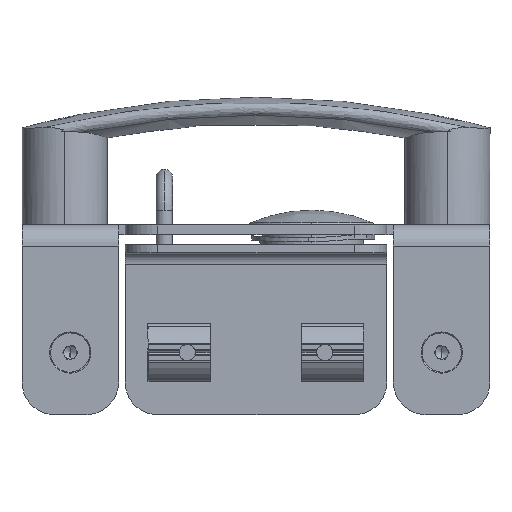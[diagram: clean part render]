
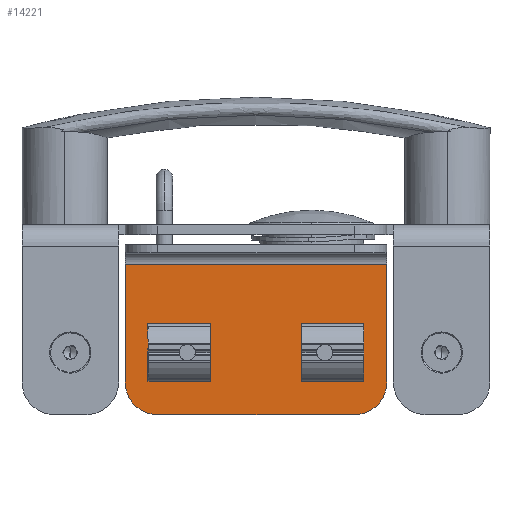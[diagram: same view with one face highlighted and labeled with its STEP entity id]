
A CAD part, left-side view. The second image highlights one B-rep face of the part: STEP entity #14221.
In plain terms, the highlighted planar face has unit normal (-1, 0, 0).
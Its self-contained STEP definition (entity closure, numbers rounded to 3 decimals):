
#700 = EDGE_CURVE ( 'NONE', #19007, #20875, #2147, .T. ) ;
#1252 = VERTEX_POINT ( 'NONE', #23927 ) ;
#1640 = DIRECTION ( 'NONE',  ( 0., -1., 0. ) ) ;
#1642 = CARTESIAN_POINT ( 'NONE',  ( -2.54, 0., -39.46 ) ) ;
#1760 = ORIENTED_EDGE ( 'NONE', *, *, #17441, .T. ) ;
#1768 = VECTOR ( 'NONE', #8338, 1000. ) ;
#1888 = ORIENTED_EDGE ( 'NONE', *, *, #8845, .T. ) ;
#2062 = DIRECTION ( 'NONE',  ( 0., 1., 0. ) ) ;
#2147 = LINE ( 'NONE', #22627, #14588 ) ;
#2226 = CARTESIAN_POINT ( 'NONE',  ( -2.54, -70., -39.46 ) ) ;
#2338 = CIRCLE ( 'NONE', #12629, 3.76 ) ;
#2659 = LINE ( 'NONE', #21264, #1768 ) ;
#2983 = CARTESIAN_POINT ( 'NONE',  ( -2.54, -19., -26.7 ) ) ;
#3207 = CARTESIAN_POINT ( 'NONE',  ( -2.54, 0., -3.429 ) ) ;
#3502 = CARTESIAN_POINT ( 'NONE',  ( -2.54, -19., -30.46 ) ) ;
#3616 = DIRECTION ( 'NONE',  ( 0., 0., 1. ) ) ;
#3618 = ORIENTED_EDGE ( 'NONE', *, *, #700, .T. ) ;
#3934 = CARTESIAN_POINT ( 'NONE',  ( -2.54, -10., -49.46 ) ) ;
#3968 = VERTEX_POINT ( 'NONE', #3207 ) ;
#4259 = AXIS2_PLACEMENT_3D ( 'NONE', #10899, #9018, #16778 ) ;
#5300 = CARTESIAN_POINT ( 'NONE',  ( -2.54, -19., -30.46 ) ) ;
#5339 = DIRECTION ( 'NONE',  ( 1., 0., 0. ) ) ;
#5473 = VERTEX_POINT ( 'NONE', #14823 ) ;
#5492 = DIRECTION ( 'NONE',  ( 0., 0., 1. ) ) ;
#6000 = ORIENTED_EDGE ( 'NONE', *, *, #9242, .T. ) ;
#6304 = CARTESIAN_POINT ( 'NONE',  ( -2.54, -61., -26.7 ) ) ;
#6741 = ORIENTED_EDGE ( 'NONE', *, *, #9506, .T. ) ;
#6785 = EDGE_CURVE ( 'NONE', #9652, #12578, #9440, .T. ) ;
#6902 = AXIS2_PLACEMENT_3D ( 'NONE', #19722, #21338, #10385 ) ;
#6942 = PLANE ( 'NONE',  #4259 ) ;
#7192 = DIRECTION ( 'NONE',  ( 1., 0., 0. ) ) ;
#7423 = DIRECTION ( 'NONE',  ( 0., 0., 1. ) ) ;
#7430 = DIRECTION ( 'NONE',  ( 0., 0., 1. ) ) ;
#7731 = VECTOR ( 'NONE', #2062, 1000. ) ;
#8338 = DIRECTION ( 'NONE',  ( 0., 0., -1. ) ) ;
#8692 = EDGE_CURVE ( 'NONE', #20875, #1252, #16836, .T. ) ;
#8845 = EDGE_CURVE ( 'NONE', #23902, #19007, #21161, .T. ) ;
#9018 = DIRECTION ( 'NONE',  ( 1., 0., 0. ) ) ;
#9242 = EDGE_CURVE ( 'NONE', #5473, #3968, #11107, .T. ) ;
#9257 = DIRECTION ( 'NONE',  ( 0., 0., 1. ) ) ;
#9309 = CARTESIAN_POINT ( 'NONE',  ( -2.54, -61., -30.46 ) ) ;
#9440 = CIRCLE ( 'NONE', #23326, 3.76 ) ;
#9506 = EDGE_CURVE ( 'NONE', #13638, #20423, #16088, .T. ) ;
#9652 = VERTEX_POINT ( 'NONE', #2983 ) ;
#9870 = EDGE_LOOP ( 'NONE', ( #19205, #1760 ) ) ;
#9935 = ORIENTED_EDGE ( 'NONE', *, *, #23513, .T. ) ;
#10225 = EDGE_CURVE ( 'NONE', #5473, #1252, #14079, .T. ) ;
#10385 = DIRECTION ( 'NONE',  ( 0., 0., 1. ) ) ;
#10899 = CARTESIAN_POINT ( 'NONE',  ( -2.54, -80., 2.54 ) ) ;
#11107 = LINE ( 'NONE', #18684, #7731 ) ;
#11591 = EDGE_LOOP ( 'NONE', ( #15821, #6741 ) ) ;
#11718 = CARTESIAN_POINT ( 'NONE',  ( -2.54, -80., 2.54 ) ) ;
#12578 = VERTEX_POINT ( 'NONE', #16160 ) ;
#12629 = AXIS2_PLACEMENT_3D ( 'NONE', #15159, #20857, #7430 ) ;
#12804 = EDGE_CURVE ( 'NONE', #20423, #13638, #2338, .T. ) ;
#13638 = VERTEX_POINT ( 'NONE', #14258 ) ;
#14076 = CIRCLE ( 'NONE', #14956, 3.76 ) ;
#14079 = LINE ( 'NONE', #11718, #21099 ) ;
#14221 = ADVANCED_FACE ( 'NONE', ( #14661, #15042, #18382 ), #6942, .F. ) ;
#14258 = CARTESIAN_POINT ( 'NONE',  ( -2.54, -61., -34.22 ) ) ;
#14588 = VECTOR ( 'NONE', #1640, 1000. ) ;
#14661 = FACE_BOUND ( 'NONE', #9870, .T. ) ;
#14692 = EDGE_LOOP ( 'NONE', ( #1888, #3618, #24233, #16735, #6000, #9935 ) ) ;
#14823 = CARTESIAN_POINT ( 'NONE',  ( -2.54, -80., -3.429 ) ) ;
#14956 = AXIS2_PLACEMENT_3D ( 'NONE', #3502, #5339, #3616 ) ;
#15042 = FACE_BOUND ( 'NONE', #11591, .T. ) ;
#15159 = CARTESIAN_POINT ( 'NONE',  ( -2.54, -61., -30.46 ) ) ;
#15528 = DIRECTION ( 'NONE',  ( -1., 0., 0. ) ) ;
#15821 = ORIENTED_EDGE ( 'NONE', *, *, #12804, .T. ) ;
#16088 = CIRCLE ( 'NONE', #22015, 3.76 ) ;
#16160 = CARTESIAN_POINT ( 'NONE',  ( -2.54, -19., -34.22 ) ) ;
#16735 = ORIENTED_EDGE ( 'NONE', *, *, #10225, .F. ) ;
#16778 = DIRECTION ( 'NONE',  ( 0., 0., 1. ) ) ;
#16836 = CIRCLE ( 'NONE', #21548, 10. ) ;
#17441 = EDGE_CURVE ( 'NONE', #12578, #9652, #14076, .T. ) ;
#18382 = FACE_OUTER_BOUND ( 'NONE', #14692, .T. ) ;
#18684 = CARTESIAN_POINT ( 'NONE',  ( -2.54, -80., -3.429 ) ) ;
#18910 = DIRECTION ( 'NONE',  ( 1., 0., 0. ) ) ;
#19007 = VERTEX_POINT ( 'NONE', #3934 ) ;
#19063 = CARTESIAN_POINT ( 'NONE',  ( -2.54, -70., -49.46 ) ) ;
#19205 = ORIENTED_EDGE ( 'NONE', *, *, #6785, .T. ) ;
#19722 = CARTESIAN_POINT ( 'NONE',  ( -2.54, -10., -39.46 ) ) ;
#20423 = VERTEX_POINT ( 'NONE', #6304 ) ;
#20857 = DIRECTION ( 'NONE',  ( 1., 0., 0. ) ) ;
#20875 = VERTEX_POINT ( 'NONE', #19063 ) ;
#21099 = VECTOR ( 'NONE', #21652, 1000. ) ;
#21161 = CIRCLE ( 'NONE', #6902, 10. ) ;
#21264 = CARTESIAN_POINT ( 'NONE',  ( -2.54, 0., 2.54 ) ) ;
#21338 = DIRECTION ( 'NONE',  ( -1., 0., 0. ) ) ;
#21548 = AXIS2_PLACEMENT_3D ( 'NONE', #2226, #15528, #9257 ) ;
#21652 = DIRECTION ( 'NONE',  ( 0., 0., -1. ) ) ;
#22015 = AXIS2_PLACEMENT_3D ( 'NONE', #9309, #18910, #5492 ) ;
#22627 = CARTESIAN_POINT ( 'NONE',  ( -2.54, -80., -49.46 ) ) ;
#23326 = AXIS2_PLACEMENT_3D ( 'NONE', #5300, #7192, #7423 ) ;
#23513 = EDGE_CURVE ( 'NONE', #3968, #23902, #2659, .T. ) ;
#23902 = VERTEX_POINT ( 'NONE', #1642 ) ;
#23927 = CARTESIAN_POINT ( 'NONE',  ( -2.54, -80., -39.46 ) ) ;
#24233 = ORIENTED_EDGE ( 'NONE', *, *, #8692, .T. ) ;
